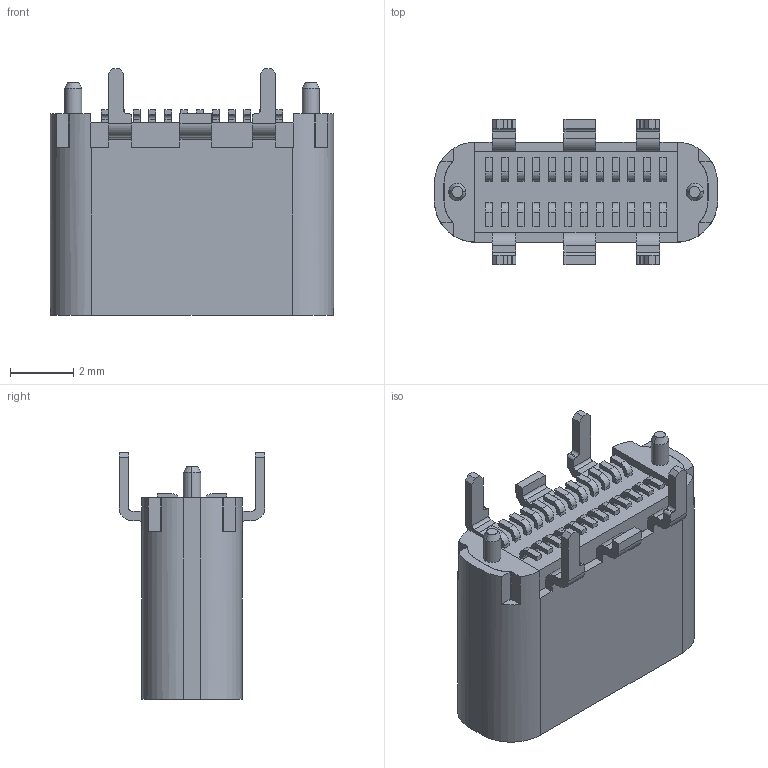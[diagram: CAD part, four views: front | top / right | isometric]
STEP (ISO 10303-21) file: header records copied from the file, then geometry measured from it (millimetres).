
FILE_DESCRIPTION((''),'2;1');
FILE_NAME('JACK-USBC-241SMTV-COVER-4BQC02','2022-10-18T10:28:50',('jirenqiang'),(''),'CREO PARAMETRIC BY PTC INC, 2018050','CREO PARAMETRIC BY PTC INC, 2018050','');
FILE_SCHEMA(('CONFIG_CONTROL_DESIGN'));
Length unit declared in the file: millimetre
Products named in the file (1): JACK-USBC-241SMTV-COVER-4BQC02
Bounding box: 8.94 x 4.6 x 7.8 mm (x, y, z)
Volume: 80.6 mm3; surface area: 427 mm2
Topology: 1 solids, 1 shells, 386 faces, 1096 edges, 736 vertices
Faces by surface type: plane 282, cylinder 100, cone 4
Entity records: 12566 total; most frequent: CARTESIAN_POINT 2244, ORIENTED_EDGE 2192, DIRECTION 2084, EDGE_CURVE 1096, VECTOR 860, LINE 860, VERTEX_POINT 736, AXIS2_PLACEMENT_3D 612
